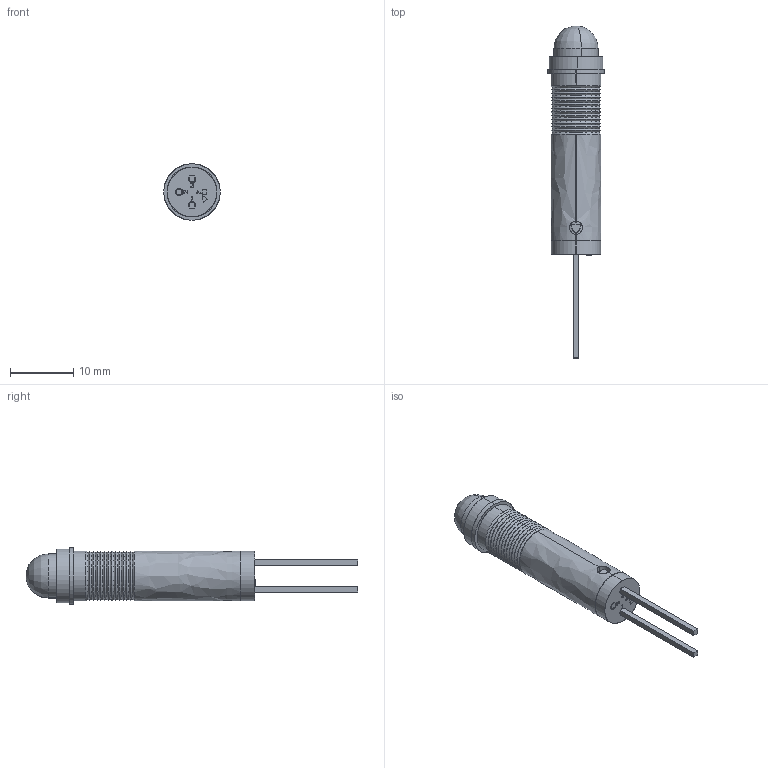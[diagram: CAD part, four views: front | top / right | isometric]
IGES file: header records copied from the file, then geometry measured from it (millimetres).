
Start section: SolidWorks IGES file using analytic representation for surfaces
Global section: file name: C46_Series.IGS; native system: SolidWorks 2018; preprocessor: SolidWorks 2018; author: chwang; date: 190215.163604; units: foot
Bounding box: 8.89 x 52.29 x 8.89 mm (x, y, z)
Surface area: 3151 mm2 (no closed solid volume)
Topology: 0 solids, 0 shells, 466 faces, 4151 edges, 4148 vertices
Faces by surface type: bspline 293, revolution 173
